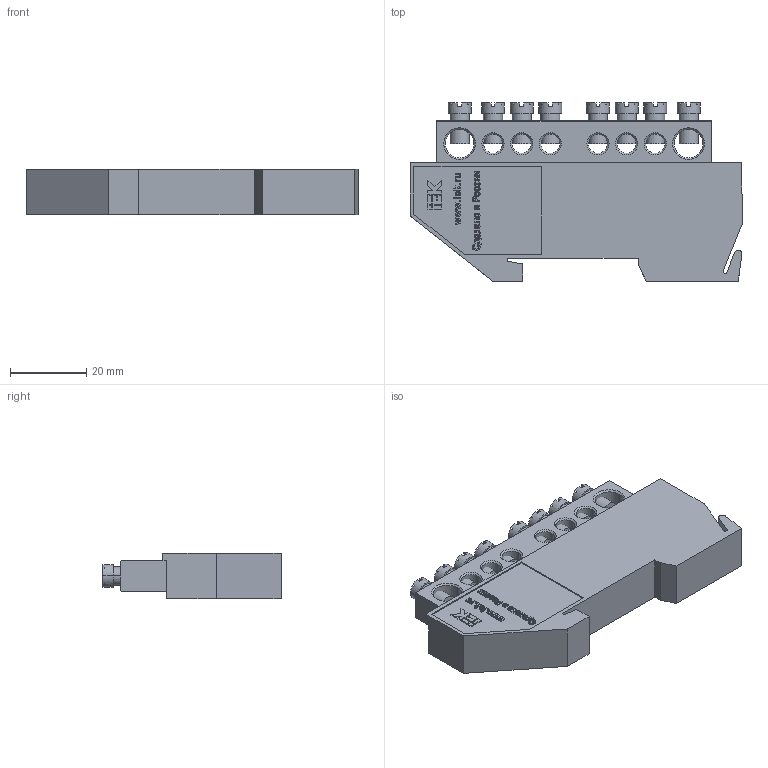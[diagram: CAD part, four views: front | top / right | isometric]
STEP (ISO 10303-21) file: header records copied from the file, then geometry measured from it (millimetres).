
FILE_DESCRIPTION (( 'STEP AP214' ), '1' );
FILE_NAME ('YNN10-812-8D-K05 Øèíà ÐÅ çåìëÿ íà DIN-èçîë ØÍÈ-8õ12-8-Ä-Æ ÈÝÊ.STEP', '2016-08-18T13:07:28', ( 'user' ), ( '' ), 'SwSTEP 2.0', 'SolidWorks 2014', '' );
FILE_SCHEMA (( 'AUTOMOTIVE_DESIGN' ));
Length unit declared in the file: millimetre
Products named in the file (4): Âèíò_Œ5; Øèíà ÂõÍ n-1_8å12 8-1; Èçîëÿòîð DIN æ¸ëòûé_€ƒˆ… 701.001.003; YNN10-812-8D-K05 Øèíà ÐÅ çåìëÿ íà DIN-èçîë ØÍÈ-8õ12-8-Ä-Æ ÈÝÊ
Assembly tree (10 placements, depth 2):
  YNN10-812-8D-K05 Øèíà ÐÅ çåìëÿ íà DIN-èçîë ØÍÈ-8õ12-8-Ä-Æ ÈÝÊ
    Èçîëÿòîð DIN æ¸ëòûé_€ƒˆ… 701.001.003
    Øèíà ÂõÍ n-1_8å12 8-1
    Âèíò_Œ5  x8
Bounding box: 87 x 46.7 x 12 mm (x, y, z)
Volume: 33005.5 mm3; surface area: 13680.1 mm2
Topology: 10 solids, 10 shells, 793 faces, 2099 edges, 1374 vertices
Faces by surface type: plane 548, bspline 108, cylinder 69, cone 68
Entity records: 26116 total; most frequent: CARTESIAN_POINT 9546, ORIENTED_EDGE 2682, DIRECTION 2073, EDGE_CURVE 1341, VECTOR 945, LINE 945, VERTEX_POINT 877, EDGE_LOOP 590
